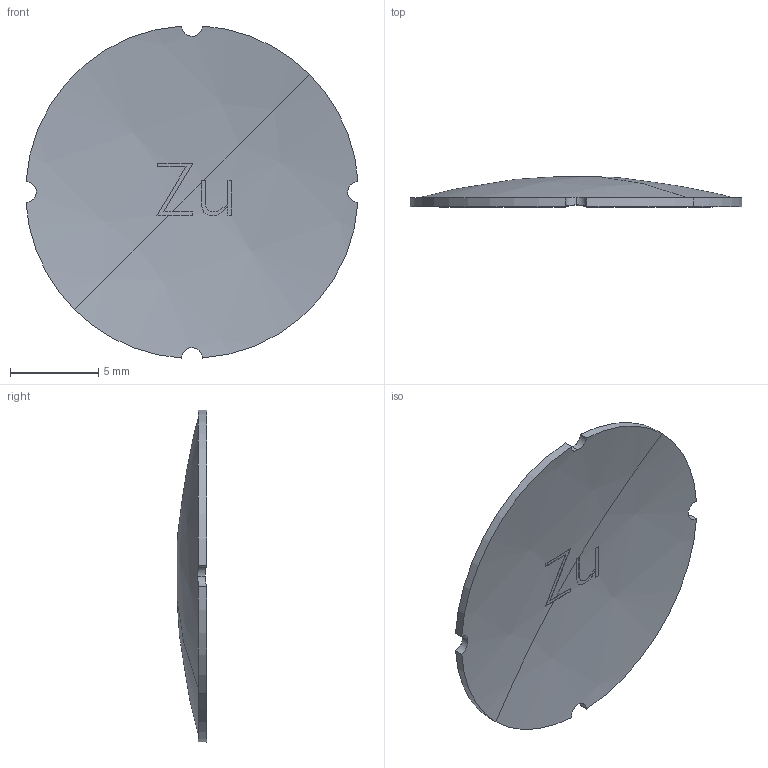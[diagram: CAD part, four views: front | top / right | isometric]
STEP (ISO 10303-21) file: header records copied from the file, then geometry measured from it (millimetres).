
FILE_DESCRIPTION(('no description'),'unknown implementation level');
FILE_NAME('3120_3SU1900-0AB71-0AL0_3D_v.stp',' ',('SIEMENS A&D'),('CADClick - KiM GmbH - www.kimweb.de'),'unknown preprocess','ACIS','unknown authorization');
FILE_SCHEMA(('automotive_design'));
Length unit declared in the file: millimetre
Products named in the file (1): 0
Bounding box: 18.76 x 1.69 x 18.76 mm (x, y, z)
Volume: 190.1 mm3; surface area: 588.2 mm2
Topology: 1 solids, 1 shells, 49 faces, 139 edges, 92 vertices
Faces by surface type: plane 29, cylinder 14, sphere 6
Entity records: 3360 total; most frequent: CARTESIAN_POINT 461, DIRECTION 307, STYLED_ITEM 281, PRESENTATION_STYLE_ASSIGNMENT 281, COLOUR_RGB 281, ORIENTED_EDGE 278, EDGE_CURVE 139, CURVE_STYLE 139
